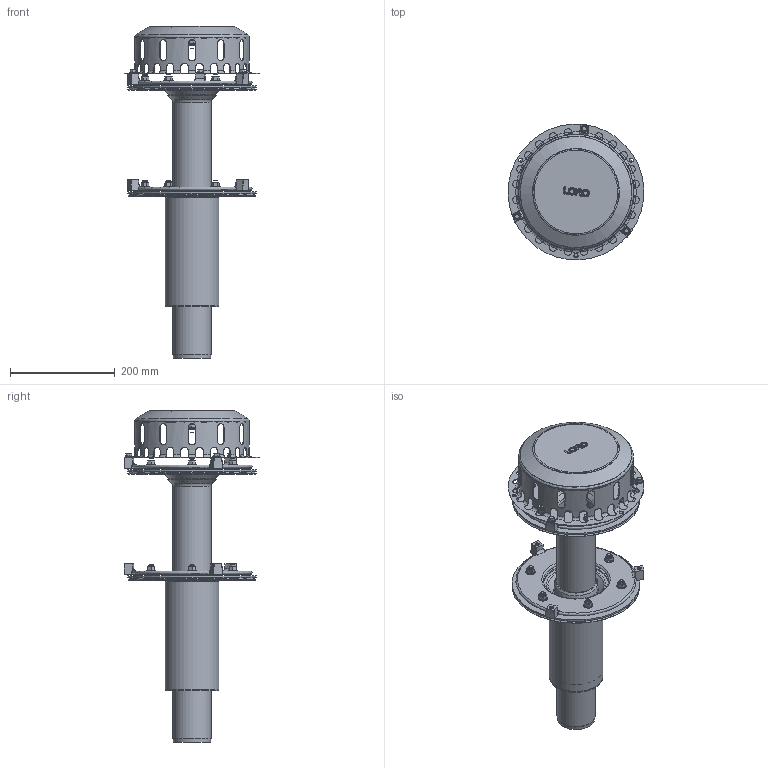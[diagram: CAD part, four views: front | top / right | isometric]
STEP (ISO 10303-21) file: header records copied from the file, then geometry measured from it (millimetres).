
FILE_DESCRIPTION(/* description */ (''),/* implementation_level */ '2;1');
FILE_NAME(/* name */ '22522.070X_3D.stp',/* time_stamp */ '2024-12-12T09:30:00+01:00',/* author */ ('CAD'),/* organization */ (''),/* preprocessor_version */ 'ST-DEVELOPER v20',/* originating_system */ 'AutoCAD Mechanical',/* authorisation */ '');
FILE_SCHEMA (('AUTOMOTIVE_DESIGN { 1 0 10303 214 3 1 1 }'));
Length unit declared in the file: millimetre
Products named in the file (2): Product; *S4
Assembly tree (1 placements, depth 2):
  Product
    *S4
Bounding box: 259.75 x 259.75 x 635.25 mm (x, y, z)
Volume: 2588579.9 mm3; surface area: 1385341.9 mm2
Topology: 52 solids, 52 shells, 1354 faces, 3224 edges, 1958 vertices
Faces by surface type: cone 586, plane 348, cylinder 243, torus 140, bspline 34, sphere 3
Full cylindrical faces by diameter (mm): 6.647 x13, 6.65 x1, 7 x12, 8 x28, 9.5 x2, 10.5 x2, 12 x1, 13 x12, 16 x13, 70 x2, 73 x4, 75.8 x1, 75.973 x1, 78.746 x1, 78.8 x2, 80.5 x1, 80.8 x2, 83.8 x1, 100 x2, 102 x1, 103 x1, 125 x2, 213.5 x1, 218 x2, 220 x1, 245 x2, 260 x1
Entity records: 48455 total; most frequent: CARTESIAN_POINT 17092, DIRECTION 6614, ORIENTED_EDGE 6436, EDGE_CURVE 3218, AXIS2_PLACEMENT_3D 2730, VERTEX_POINT 1956, EDGE_LOOP 1548, CIRCLE 1368
